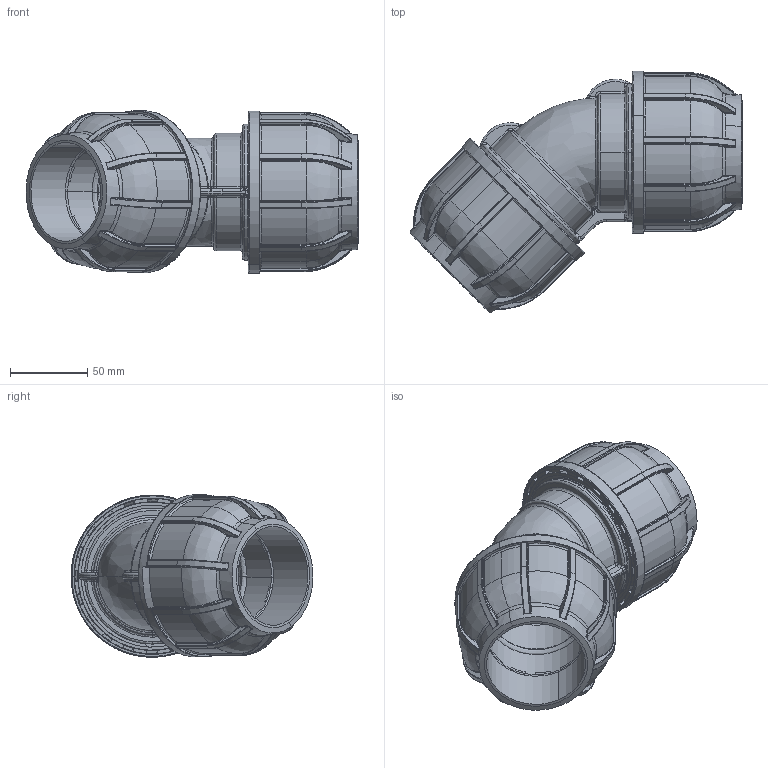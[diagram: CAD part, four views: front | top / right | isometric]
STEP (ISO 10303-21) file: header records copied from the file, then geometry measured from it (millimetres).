
FILE_DESCRIPTION (( 'STEP AP203' ), '1' );
FILE_NAME ('R245.063.063.STEP', '2016-10-18T15:56:03', ( '' ), ( '' ), 'SwSTEP 2.0', 'SolidWorks 2016', '' );
FILE_SCHEMA (( 'CONFIG_CONTROL_DESIGN' ));
Length unit declared in the file: millimetre
Products named in the file (1): R245.063.063
Bounding box: 214.85 x 156.5 x 105.14 mm (x, y, z)
Surface area: 152256 mm2 (no closed solid volume)
Topology: 0 solids, 63 shells, 1117 faces, 3645 edges, 2452 vertices
Faces by surface type: bspline 565, cylinder 297, plane 233, cone 22
Entity records: 62380 total; most frequent: CARTESIAN_POINT 35912, ORIENTED_EDGE 5722, DIRECTION 4482, EDGE_CURVE 3623, VERTEX_POINT 2452, AXIS2_PLACEMENT_3D 1742, B_SPLINE_CURVE_WITH_KNOTS 1204, CIRCLE 1189
